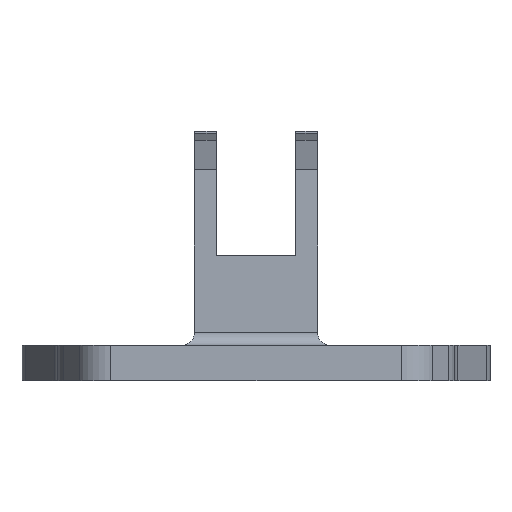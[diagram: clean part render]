
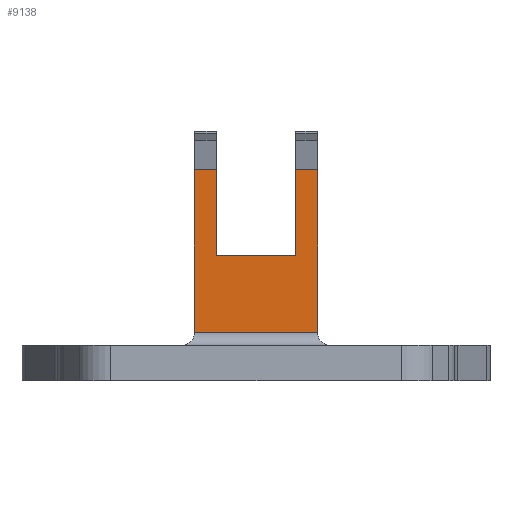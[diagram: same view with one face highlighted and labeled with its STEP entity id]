
A CAD part, left-side view. The second image highlights one B-rep face of the part: STEP entity #9138.
In plain terms, the highlighted planar face has unit normal (-1, 0, 0).
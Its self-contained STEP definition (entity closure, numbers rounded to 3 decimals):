
#8941=CARTESIAN_POINT('',(-133.,9.,23.477));
#8942=VERTEX_POINT('',#8941);
#8949=CARTESIAN_POINT('',(-133.,-9.,23.477));
#8950=VERTEX_POINT('',#8949);
#8951=CARTESIAN_POINT('',(-133.,-14.0,23.477));
#8952=DIRECTION('',(0.0,1.0,0.0));
#8953=VECTOR('',#8952,1.0);
#8954=LINE('',#8951,#8953);
#8955=EDGE_CURVE('',#8950,#8942,#8954,.T.);
#9076=CARTESIAN_POINT('',(-133.,-14.0,0.0));
#9077=DIRECTION('',(-1.0,0.0,0.0));
#9078=DIRECTION('',(0.0,0.0,1.0));
#9079=AXIS2_PLACEMENT_3D('',#9076,#9077,#9078);
#9080=PLANE('',#9079);
#9081=CARTESIAN_POINT('',(-133.,14.0,6.0));
#9082=VERTEX_POINT('',#9081);
#9083=CARTESIAN_POINT('',(-133.,14.0,42.997));
#9084=VERTEX_POINT('',#9083);
#9085=CARTESIAN_POINT('',(-133.,14.0,0.0));
#9086=DIRECTION('',(0.0,0.0,1.0));
#9087=VECTOR('',#9086,1.0);
#9088=LINE('',#9085,#9087);
#9089=EDGE_CURVE('',#9082,#9084,#9088,.T.);
#9090=ORIENTED_EDGE('',*,*,#9089,.F.);
#9091=CARTESIAN_POINT('',(-133.,-14.0,6.0));
#9092=VERTEX_POINT('',#9091);
#9093=CARTESIAN_POINT('',(-133.,-14.,6.0));
#9094=DIRECTION('',(0.0,1.0,0.0));
#9095=VECTOR('',#9094,1.0);
#9096=LINE('',#9093,#9095);
#9097=EDGE_CURVE('',#9082,#9092,#9096,.F.);
#9098=ORIENTED_EDGE('',*,*,#9097,.T.);
#9099=CARTESIAN_POINT('',(-133.,-14.0,42.997));
#9100=VERTEX_POINT('',#9099);
#9101=CARTESIAN_POINT('',(-133.,-14.0,0.0));
#9102=DIRECTION('',(0.0,0.0,1.0));
#9103=VECTOR('',#9102,1.0);
#9104=LINE('',#9101,#9103);
#9105=EDGE_CURVE('',#9092,#9100,#9104,.T.);
#9106=ORIENTED_EDGE('',*,*,#9105,.T.);
#9107=CARTESIAN_POINT('',(-133.,-9.,42.997));
#9108=VERTEX_POINT('',#9107);
#9109=CARTESIAN_POINT('',(-133.,-13.0,42.997));
#9110=DIRECTION('',(0.0,-1.0,0.0));
#9111=VECTOR('',#9110,1.0);
#9112=LINE('',#9109,#9111);
#9113=EDGE_CURVE('',#9108,#9100,#9112,.T.);
#9114=ORIENTED_EDGE('',*,*,#9113,.F.);
#9115=CARTESIAN_POINT('',(-133.,-9.,23.477));
#9116=DIRECTION('',(0.0,0.0,1.0));
#9117=VECTOR('',#9116,1.0);
#9118=LINE('',#9115,#9117);
#9119=EDGE_CURVE('',#8950,#9108,#9118,.T.);
#9120=ORIENTED_EDGE('',*,*,#9119,.F.);
#9121=ORIENTED_EDGE('',*,*,#8955,.T.);
#9122=CARTESIAN_POINT('',(-133.,9.,42.997));
#9123=VERTEX_POINT('',#9122);
#9124=CARTESIAN_POINT('',(-133.,9.,23.477));
#9125=DIRECTION('',(0.0,0.0,1.0));
#9126=VECTOR('',#9125,1.0);
#9127=LINE('',#9124,#9126);
#9128=EDGE_CURVE('',#8942,#9123,#9127,.T.);
#9129=ORIENTED_EDGE('',*,*,#9128,.T.);
#9130=CARTESIAN_POINT('',(-133.,13.0,42.997));
#9131=DIRECTION('',(0.0,1.0,0.0));
#9132=VECTOR('',#9131,1.0);
#9133=LINE('',#9130,#9132);
#9134=EDGE_CURVE('',#9123,#9084,#9133,.T.);
#9135=ORIENTED_EDGE('',*,*,#9134,.T.);
#9136=EDGE_LOOP('',(#9090,#9098,#9106,#9114,#9120,#9121,#9129,#9135));
#9137=FACE_OUTER_BOUND('',#9136,.T.);
#9138=ADVANCED_FACE('',(#9137),#9080,.T.);
